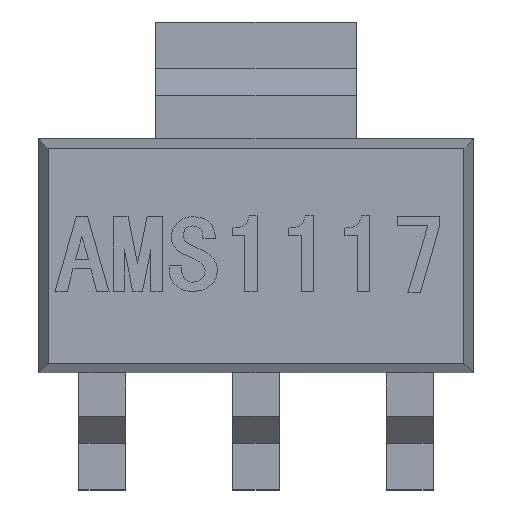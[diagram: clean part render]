
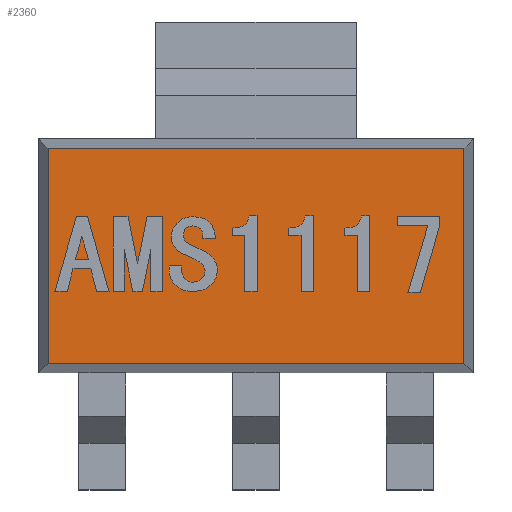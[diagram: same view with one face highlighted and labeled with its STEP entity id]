
A CAD part, top view. The second image highlights one B-rep face of the part: STEP entity #2360.
In plain terms, the highlighted planar face has unit normal (0, 0, 1).
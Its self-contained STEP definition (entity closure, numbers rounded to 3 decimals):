
#117=FACE_OUTER_BOUND('',#251,.T.);
#251=EDGE_LOOP('',(#1646,#1647,#1648,#1649));
#406=LINE('',#3247,#714);
#421=LINE('',#3275,#729);
#424=LINE('',#3280,#732);
#425=LINE('',#3282,#733);
#714=VECTOR('',#2681,1000.);
#729=VECTOR('',#2706,1000.);
#732=VECTOR('',#2711,1000.);
#733=VECTOR('',#2714,1000.);
#1013=VERTEX_POINT('',#3244);
#1014=VERTEX_POINT('',#3246);
#1022=VERTEX_POINT('',#3274);
#1023=VERTEX_POINT('',#3278);
#1246=EDGE_CURVE('',#1014,#1013,#406,.T.);
#1261=EDGE_CURVE('',#1022,#1014,#421,.T.);
#1264=EDGE_CURVE('',#1013,#1023,#424,.T.);
#1265=EDGE_CURVE('',#1023,#1022,#425,.T.);
#1646=ORIENTED_EDGE('',*,*,#1261,.T.);
#1647=ORIENTED_EDGE('',*,*,#1246,.T.);
#1648=ORIENTED_EDGE('',*,*,#1264,.T.);
#1649=ORIENTED_EDGE('',*,*,#1265,.T.);
#2241=PLANE('',#2517);
#2360=ADVANCED_FACE('',(#117),#2241,.T.);
#2517=AXIS2_PLACEMENT_3D('',#3283,#2715,#2716);
#2681=DIRECTION('',(1.,0.,0.));
#2706=DIRECTION('',(0.,-1.,0.));
#2711=DIRECTION('',(0.,1.,0.));
#2714=DIRECTION('',(-1.,0.,0.));
#2715=DIRECTION('center_axis',(0.,0.,1.));
#2716=DIRECTION('ref_axis',(0.,-1.,0.));
#3244=CARTESIAN_POINT('',(2.982,-1.51,1.851));
#3246=CARTESIAN_POINT('',(-3.236,-1.51,1.851));
#3247=CARTESIAN_POINT('',(-3.377,-1.51,1.851));
#3274=CARTESIAN_POINT('',(-3.236,1.708,1.851));
#3275=CARTESIAN_POINT('',(-3.236,1.849,1.851));
#3278=CARTESIAN_POINT('',(2.982,1.708,1.851));
#3280=CARTESIAN_POINT('',(2.982,1.849,1.851));
#3282=CARTESIAN_POINT('',(-3.377,1.708,1.851));
#3283=CARTESIAN_POINT('Origin',(-31.12,0.099,1.851));
